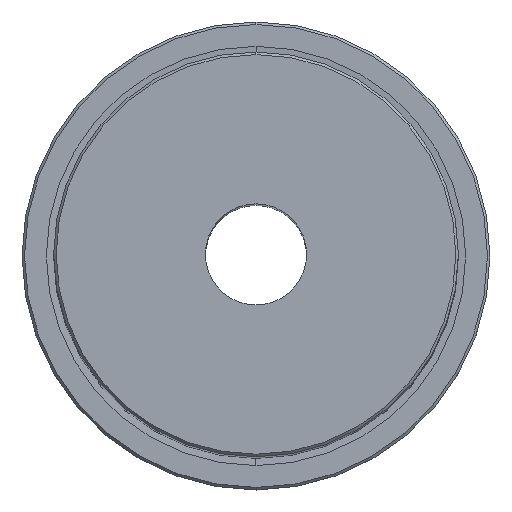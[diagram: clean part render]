
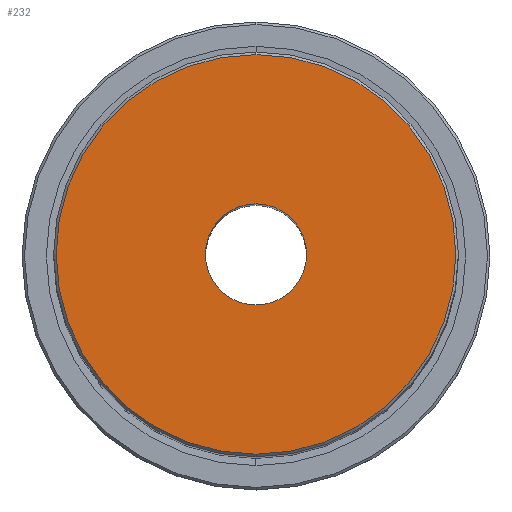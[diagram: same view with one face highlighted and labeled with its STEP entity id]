
A CAD part, top view. The second image highlights one B-rep face of the part: STEP entity #232.
In plain terms, the highlighted planar face has unit normal (0, 0, 1).
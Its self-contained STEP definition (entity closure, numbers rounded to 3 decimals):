
#146=VERTEX_POINT('NONE',#383);
#218=EDGE_CURVE('NONE',#332,#268,#463,.T.);
#222=EDGE_CURVE('NONE',#268,#332,#468,.T.);
#232=ADVANCED_FACE('NONE',(#478,#479),#480,.T.);
#258=EDGE_CURVE('NONE',#274,#146,#508,.T.);
#268=VERTEX_POINT('NONE',#519);
#274=VERTEX_POINT('NONE',#526);
#308=EDGE_CURVE('NONE',#146,#274,#564,.T.);
#332=VERTEX_POINT('NONE',#592);
#383=CARTESIAN_POINT('',(0.,4.,74.0));
#463=CIRCLE('',#748,15.8);
#468=CIRCLE('',#754,15.8);
#478=FACE_OUTER_BOUND('',#767,.T.);
#479=FACE_BOUND('',#768,.T.);
#480=PLANE('',#769);
#508=CIRCLE('',#805,4.);
#519=CARTESIAN_POINT('',(0.,15.8,74.0));
#526=CARTESIAN_POINT('',(0.0,-4.,74.0));
#564=CIRCLE('',#877,4.);
#592=CARTESIAN_POINT('',(0.0,-15.8,74.0));
#748=AXIS2_PLACEMENT_3D('',#1063,#1064,#1065);
#754=AXIS2_PLACEMENT_3D('',#1074,#1075,#1076);
#767=EDGE_LOOP('',(#1087,#1088));
#768=EDGE_LOOP('',(#1089,#1090));
#769=AXIS2_PLACEMENT_3D('',#1091,#1092,#1093);
#805=AXIS2_PLACEMENT_3D('',#1118,#1119,#1120);
#877=AXIS2_PLACEMENT_3D('',#1194,#1195,#1196);
#1063=CARTESIAN_POINT('',(0.0,0.0,74.0));
#1064=DIRECTION('',(0.0,-0.0,1.0));
#1065=DIRECTION('',(0.0,1.0,0.0));
#1074=CARTESIAN_POINT('',(0.0,0.0,74.0));
#1075=DIRECTION('',(0.0,-0.0,1.0));
#1076=DIRECTION('',(0.0,1.0,0.0));
#1087=ORIENTED_EDGE('',*,*,#218,.T.);
#1088=ORIENTED_EDGE('',*,*,#222,.T.);
#1089=ORIENTED_EDGE('',*,*,#258,.T.);
#1090=ORIENTED_EDGE('',*,*,#308,.T.);
#1091=CARTESIAN_POINT('',(-4.,0.0,74.0));
#1092=DIRECTION('',(0.0,-0.0,1.0));
#1093=DIRECTION('',(0.0,1.0,0.0));
#1118=CARTESIAN_POINT('',(0.0,0.0,74.0));
#1119=DIRECTION('',(0.0,0.0,-1.0));
#1120=DIRECTION('',(0.0,-1.0,0.0));
#1194=CARTESIAN_POINT('',(0.0,0.0,74.0));
#1195=DIRECTION('',(0.0,0.0,-1.0));
#1196=DIRECTION('',(0.0,-1.0,0.0));
